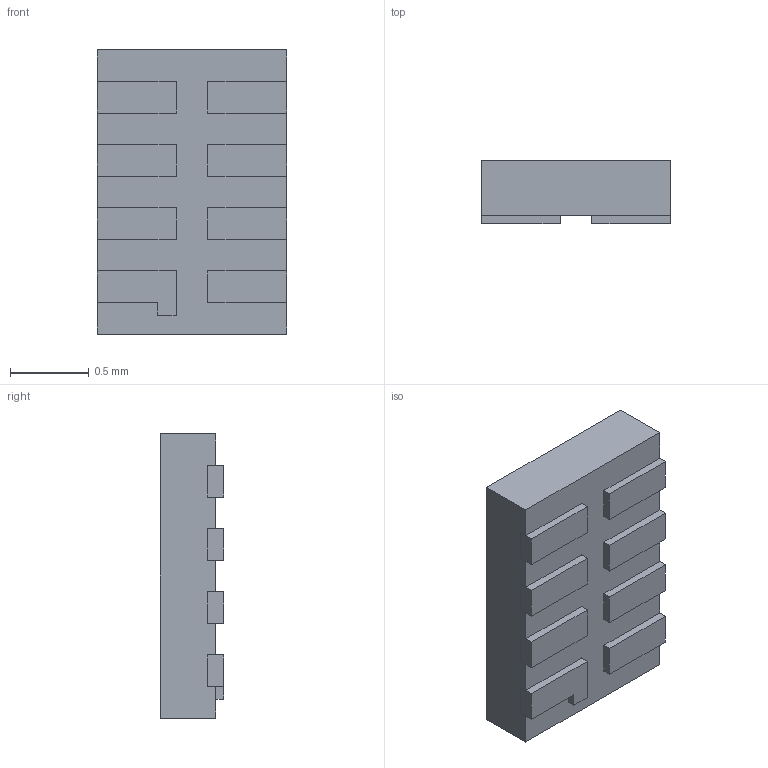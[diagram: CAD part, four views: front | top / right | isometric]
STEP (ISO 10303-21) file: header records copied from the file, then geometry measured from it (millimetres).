
FILE_DESCRIPTION (( 'STEP AP214' ), '1' );
FILE_NAME ('DQM8.STEP', '2020-08-31T09:29:50', ( '' ), ( '' ), 'SwSTEP 2.0', 'SolidWorks 2017', '' );
FILE_SCHEMA (( 'AUTOMOTIVE_DESIGN' ));
Length unit declared in the file: millimetre
Products named in the file (1): DQM8
Bounding box: 1.2 x 0.4 x 1.8 mm (x, y, z)
Volume: 0.8 mm3; surface area: 9.7 mm2
Topology: 10 solids, 10 shells, 96 faces, 225 edges, 150 vertices
Faces by surface type: plane 92, cylinder 4
Entity records: 2812 total; most frequent: CARTESIAN_POINT 472, ORIENTED_EDGE 450, DIRECTION 427, EDGE_CURVE 225, VECTOR 217, LINE 217, VERTEX_POINT 150, AXIS2_PLACEMENT_3D 105
